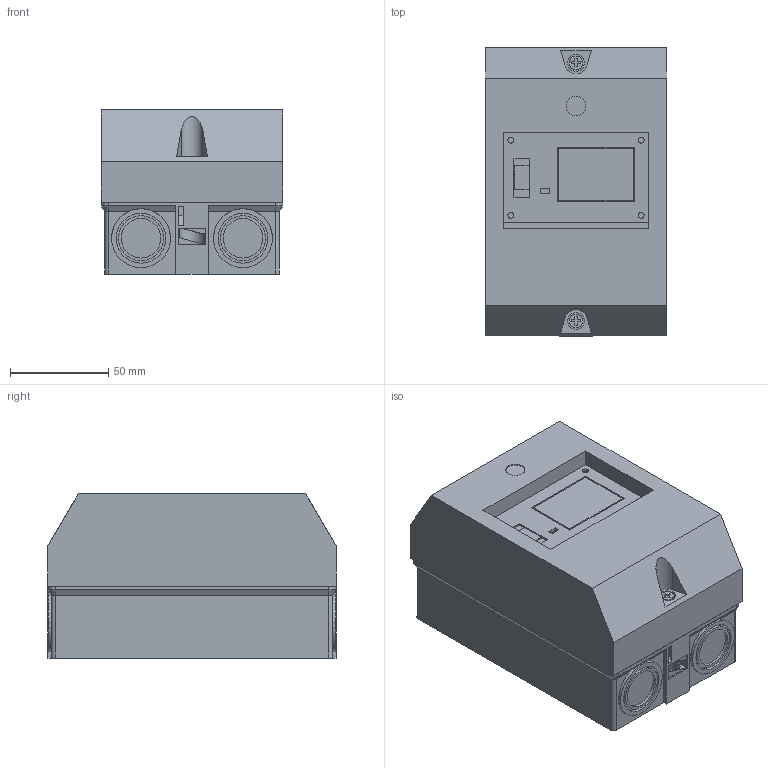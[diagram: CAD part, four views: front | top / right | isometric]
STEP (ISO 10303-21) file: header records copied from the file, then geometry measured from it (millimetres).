
FILE_DESCRIPTION((''),'2;1');
FILE_NAME('SB108719_3D_COLOUR_ASM','2013-09-04T',('SESA231906'),('Schneider-Electric'),'PRO/ENGINEER BY PARAMETRIC TECHNOLOGY CORPORATION, 2011410','PRO/ENGINEER BY PARAMETRIC TECHNOLOGY CORPORATION, 2011410','');
FILE_SCHEMA(('CONFIG_CONTROL_DESIGN'));
Length unit declared in the file: millimetre
Products named in the file (4): BOITIER_1; SOCLE_1; SCREW_1; SB108719_3D_COLOUR_ASM
Assembly tree (4 placements, depth 2):
  SB108719_3D_COLOUR_ASM
    BOITIER_1
    SOCLE_1
    SCREW_1  x2
Bounding box: 92.2 x 146.3 x 83.35 mm (x, y, z)
Volume: 247574.6 mm3; surface area: 132733.9 mm2
Topology: 4 solids, 4 shells, 257 faces, 645 edges, 424 vertices
Faces by surface type: plane 173, cylinder 80, cone 4
Entity records: 7316 total; most frequent: CARTESIAN_POINT 1332, DIRECTION 1233, ORIENTED_EDGE 1194, EDGE_CURVE 597, VECTOR 421, LINE 421, AXIS2_PLACEMENT_3D 406, VERTEX_POINT 392
